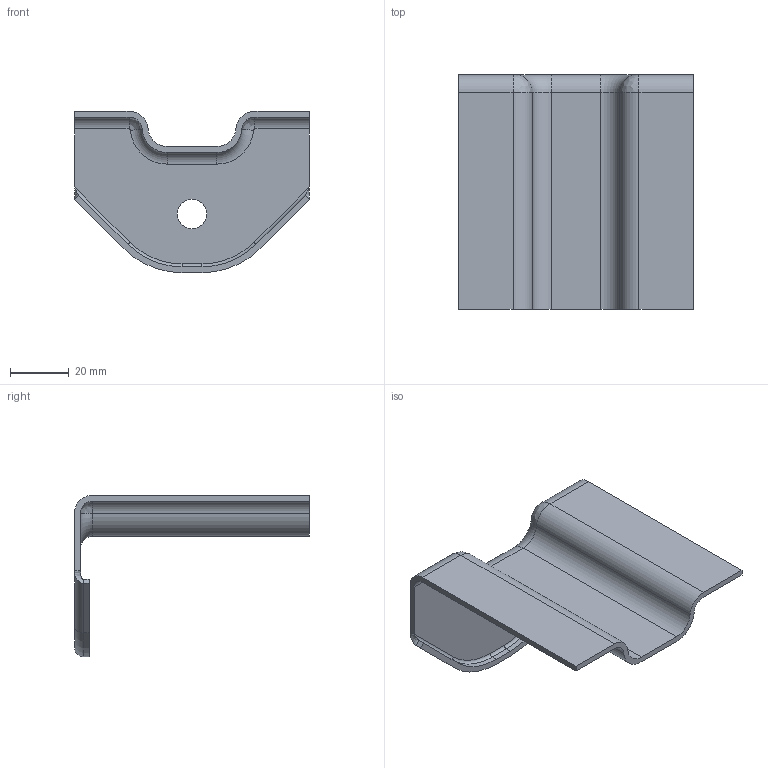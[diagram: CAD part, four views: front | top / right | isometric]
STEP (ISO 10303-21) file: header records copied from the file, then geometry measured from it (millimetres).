
FILE_DESCRIPTION(/* description */ (''),/* implementation_level */ '2;1');
FILE_NAME(/* name */ 'Sheet Metal Bracket 2 v1.step',/* time_stamp */ '2022-02-23T20:29:04-07:00',/* author */ (''),/* organization */ (''),/* preprocessor_version */ 'ST-DEVELOPER v18.1',/* originating_system */ 'Autodesk Translation Framework v10.13.0.1454',/* authorisation */ '');
FILE_SCHEMA (('AUTOMOTIVE_DESIGN { 1 0 10303 214 3 1 1 }'));
Length unit declared in the file: millimetre
Products named in the file (1): Sheet Metal Bracket 2
Bounding box: 80.04 x 80 x 55 mm (x, y, z)
Volume: 21111 mm3; surface area: 21987.9 mm2
Topology: 1 solids, 1 shells, 59 faces, 143 edges, 86 vertices
Faces by surface type: cylinder 25, plane 20, torus 8, bspline 6
Full cylindrical faces by diameter (mm): 10 x1
Entity records: 1930 total; most frequent: CARTESIAN_POINT 497, DIRECTION 309, ORIENTED_EDGE 286, EDGE_CURVE 143, AXIS2_PLACEMENT_3D 116, VERTEX_POINT 86, LINE 77, VECTOR 77
